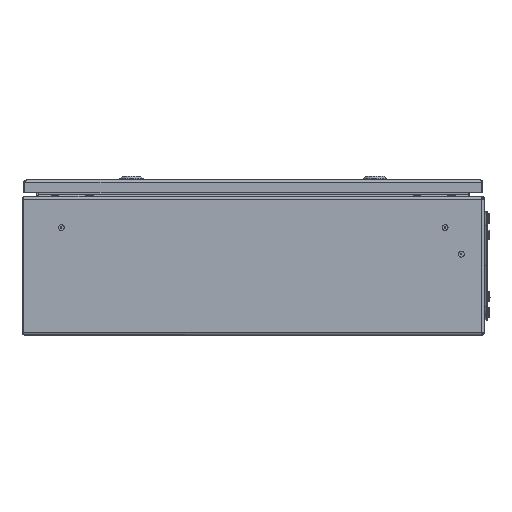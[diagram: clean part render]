
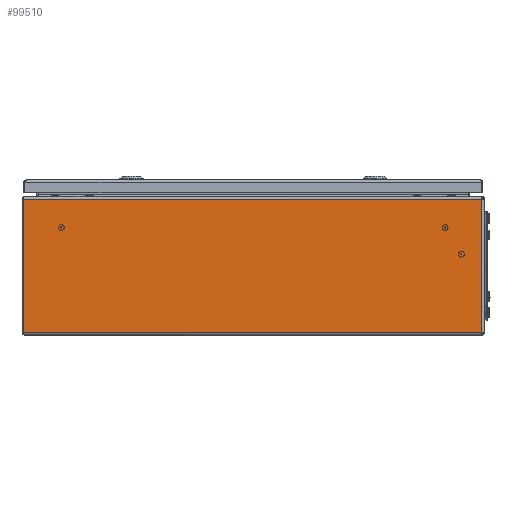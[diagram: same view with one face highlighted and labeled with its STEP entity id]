
A CAD part, left-side view. The second image highlights one B-rep face of the part: STEP entity #99510.
In plain terms, the highlighted planar face has unit normal (-1, 0, 0).
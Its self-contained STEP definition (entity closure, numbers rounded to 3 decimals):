
#11 = DIRECTION ( 'NONE',  ( 0., 0., -1. ) ) ;
#143 = LINE ( 'NONE', #69820, #107798 ) ;
#3377 = CARTESIAN_POINT ( 'NONE',  ( -200., -296.6, 194.992 ) ) ;
#3633 = CIRCLE ( 'NONE', #81509, 0.883 ) ;
#5162 = LINE ( 'NONE', #68994, #53756 ) ;
#6504 = DIRECTION ( 'NONE',  ( 0., 0., -1. ) ) ;
#7106 = EDGE_LOOP ( 'NONE', ( #43618, #67989, #11553, #74635 ) ) ;
#9782 = VERTEX_POINT ( 'NONE', #99370 ) ;
#10318 = CIRCLE ( 'NONE', #31847, 0.883 ) ;
#11140 = CARTESIAN_POINT ( 'NONE',  ( -200., -270.883, 105. ) ) ;
#11553 = ORIENTED_EDGE ( 'NONE', *, *, #55431, .T. ) ;
#11616 = CIRCLE ( 'NONE', #107514, 0.883 ) ;
#12897 = EDGE_LOOP ( 'NONE', ( #21029, #33862 ) ) ;
#13143 = CARTESIAN_POINT ( 'NONE',  ( -200., -270., 105. ) ) ;
#19932 = LINE ( 'NONE', #3377, #76531 ) ;
#20659 = AXIS2_PLACEMENT_3D ( 'NONE', #48331, #82161, #6504 ) ;
#21029 = ORIENTED_EDGE ( 'NONE', *, *, #66844, .F. ) ;
#21897 = CARTESIAN_POINT ( 'NONE',  ( -200., -300., 176.6 ) ) ;
#28326 = DIRECTION ( 'NONE',  ( 0., 0., -1. ) ) ;
#30319 = AXIS2_PLACEMENT_3D ( 'NONE', #21897, #80705, #30350 ) ;
#30350 = DIRECTION ( 'NONE',  ( 0., 0., -1. ) ) ;
#31847 = AXIS2_PLACEMENT_3D ( 'NONE', #37630, #53878, #71510 ) ;
#32171 = VERTEX_POINT ( 'NONE', #76733 ) ;
#33040 = DIRECTION ( 'NONE',  ( -1., 0., 0. ) ) ;
#33862 = ORIENTED_EDGE ( 'NONE', *, *, #94131, .F. ) ;
#34185 = CIRCLE ( 'NONE', #96949, 0.883 ) ;
#37395 = VERTEX_POINT ( 'NONE', #64188 ) ;
#37630 = CARTESIAN_POINT ( 'NONE',  ( -200., 249., 139.6 ) ) ;
#41292 = CARTESIAN_POINT ( 'NONE',  ( -200., -296.6, 176.6 ) ) ;
#42689 = CIRCLE ( 'NONE', #45717, 0.883 ) ;
#42724 = ORIENTED_EDGE ( 'NONE', *, *, #96219, .F. ) ;
#43205 = VERTEX_POINT ( 'NONE', #53530 ) ;
#43558 = VERTEX_POINT ( 'NONE', #41292 ) ;
#43618 = ORIENTED_EDGE ( 'NONE', *, *, #97691, .F. ) ;
#44526 = CIRCLE ( 'NONE', #20659, 0.883 ) ;
#44753 = EDGE_CURVE ( 'NONE', #37395, #89354, #10318, .T. ) ;
#45596 = CARTESIAN_POINT ( 'NONE',  ( -200., -270., 105. ) ) ;
#45717 = AXIS2_PLACEMENT_3D ( 'NONE', #108661, #33040, #11 ) ;
#46315 = DIRECTION ( 'NONE',  ( 0., 0., -1. ) ) ;
#48331 = CARTESIAN_POINT ( 'NONE',  ( -200., 249., 139.6 ) ) ;
#49776 = CARTESIAN_POINT ( 'NONE',  ( -200., 249., 140.483 ) ) ;
#49846 = CARTESIAN_POINT ( 'NONE',  ( -200., -300., 3.4 ) ) ;
#51720 = EDGE_CURVE ( 'NONE', #43205, #103471, #143, .T. ) ;
#52428 = CARTESIAN_POINT ( 'NONE',  ( -200., -249., 140.483 ) ) ;
#53530 = CARTESIAN_POINT ( 'NONE',  ( -200., 298.246, 3.4 ) ) ;
#53756 = VECTOR ( 'NONE', #96834, 1000. ) ;
#53878 = DIRECTION ( 'NONE',  ( -1., 0., 0. ) ) ;
#55058 = DIRECTION ( 'NONE',  ( 0., 0., -1. ) ) ;
#55431 = EDGE_CURVE ( 'NONE', #43558, #103471, #5162, .T. ) ;
#55857 = EDGE_CURVE ( 'NONE', #89354, #37395, #44526, .T. ) ;
#58139 = DIRECTION ( 'NONE',  ( 0., 0., -1. ) ) ;
#58513 = CARTESIAN_POINT ( 'NONE',  ( -200., -249., 139.6 ) ) ;
#58937 = LINE ( 'NONE', #49846, #94407 ) ;
#61119 = DIRECTION ( 'NONE',  ( -1., 0., 0. ) ) ;
#62940 = ORIENTED_EDGE ( 'NONE', *, *, #95729, .F. ) ;
#63966 = FACE_BOUND ( 'NONE', #105227, .T. ) ;
#64188 = CARTESIAN_POINT ( 'NONE',  ( -200., 249., 138.717 ) ) ;
#66844 = EDGE_CURVE ( 'NONE', #72283, #9782, #42689, .T. ) ;
#67989 = ORIENTED_EDGE ( 'NONE', *, *, #88310, .F. ) ;
#68994 = CARTESIAN_POINT ( 'NONE',  ( -200., -300., 176.6 ) ) ;
#69820 = CARTESIAN_POINT ( 'NONE',  ( -200., 298.246, 176.6 ) ) ;
#70505 = FACE_OUTER_BOUND ( 'NONE', #7106, .T. ) ;
#71510 = DIRECTION ( 'NONE',  ( 0., 0., -1. ) ) ;
#72283 = VERTEX_POINT ( 'NONE', #52428 ) ;
#74635 = ORIENTED_EDGE ( 'NONE', *, *, #51720, .F. ) ;
#76531 = VECTOR ( 'NONE', #46315, 1000. ) ;
#76733 = CARTESIAN_POINT ( 'NONE',  ( -200., -269.117, 105. ) ) ;
#79006 = DIRECTION ( 'NONE',  ( 0., 0., 1. ) ) ;
#80705 = DIRECTION ( 'NONE',  ( 1., 0., 0. ) ) ;
#81509 = AXIS2_PLACEMENT_3D ( 'NONE', #13143, #106407, #55058 ) ;
#82161 = DIRECTION ( 'NONE',  ( -1., 0., 0. ) ) ;
#82727 = DIRECTION ( 'NONE',  ( -1., 0., 0. ) ) ;
#88310 = EDGE_CURVE ( 'NONE', #43558, #100735, #19932, .T. ) ;
#88757 = PLANE ( 'NONE',  #30319 ) ;
#89354 = VERTEX_POINT ( 'NONE', #49776 ) ;
#92819 = DIRECTION ( 'NONE',  ( 0., 1., 0. ) ) ;
#94131 = EDGE_CURVE ( 'NONE', #9782, #72283, #34185, .T. ) ;
#94407 = VECTOR ( 'NONE', #92819, 1000. ) ;
#95729 = EDGE_CURVE ( 'NONE', #99811, #32171, #11616, .T. ) ;
#96022 = ORIENTED_EDGE ( 'NONE', *, *, #55857, .F. ) ;
#96219 = EDGE_CURVE ( 'NONE', #32171, #99811, #3633, .T. ) ;
#96834 = DIRECTION ( 'NONE',  ( 0., 1., 0. ) ) ;
#96949 = AXIS2_PLACEMENT_3D ( 'NONE', #58513, #82727, #58139 ) ;
#97691 = EDGE_CURVE ( 'NONE', #100735, #43205, #58937, .T. ) ;
#99204 = CARTESIAN_POINT ( 'NONE',  ( -200., 298.246, 176.6 ) ) ;
#99370 = CARTESIAN_POINT ( 'NONE',  ( -200., -249., 138.717 ) ) ;
#99510 = ADVANCED_FACE ( 'NONE', ( #103336, #102004, #63966, #70505 ), #88757, .F. ) ;
#99811 = VERTEX_POINT ( 'NONE', #11140 ) ;
#100735 = VERTEX_POINT ( 'NONE', #104275 ) ;
#102004 = FACE_BOUND ( 'NONE', #12897, .T. ) ;
#103151 = ORIENTED_EDGE ( 'NONE', *, *, #44753, .F. ) ;
#103336 = FACE_BOUND ( 'NONE', #104766, .T. ) ;
#103471 = VERTEX_POINT ( 'NONE', #99204 ) ;
#104275 = CARTESIAN_POINT ( 'NONE',  ( -200., -296.6, 3.4 ) ) ;
#104766 = EDGE_LOOP ( 'NONE', ( #42724, #62940 ) ) ;
#105227 = EDGE_LOOP ( 'NONE', ( #96022, #103151 ) ) ;
#106407 = DIRECTION ( 'NONE',  ( -1., 0., 0. ) ) ;
#107514 = AXIS2_PLACEMENT_3D ( 'NONE', #45596, #61119, #28326 ) ;
#107798 = VECTOR ( 'NONE', #79006, 1000. ) ;
#108661 = CARTESIAN_POINT ( 'NONE',  ( -200., -249., 139.6 ) ) ;
